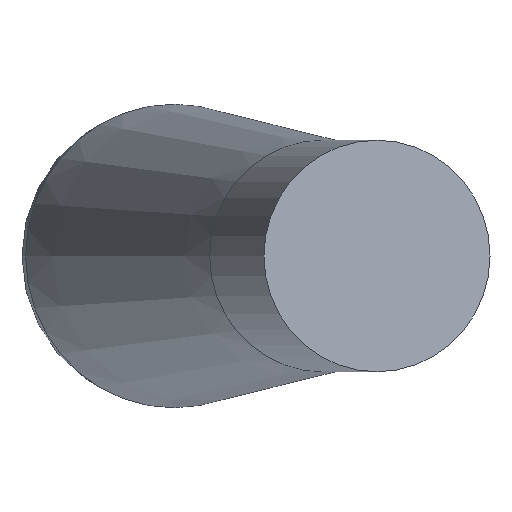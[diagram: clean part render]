
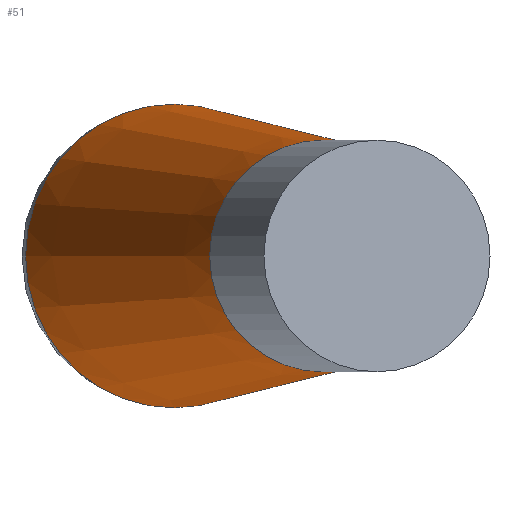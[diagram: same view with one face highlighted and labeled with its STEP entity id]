
A CAD part, front view. The second image highlights one B-rep face of the part: STEP entity #51.
In plain terms, the highlighted conical face has half-angle 3 degrees and reference radius 1.346 mm.
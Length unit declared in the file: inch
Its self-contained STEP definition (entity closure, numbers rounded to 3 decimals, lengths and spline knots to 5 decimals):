
#17=CONICAL_SURFACE('',#60,0.053,0.052);
#19=FACE_BOUND('',#31,.T.);
#25=FACE_OUTER_BOUND('',#30,.T.);
#30=EDGE_LOOP('',(#45));
#31=EDGE_LOOP('',(#46));
#32=CIRCLE('',#55,0.053);
#34=CIRCLE('',#59,0.04041);
#35=VERTEX_POINT('',#79);
#37=VERTEX_POINT('',#85);
#38=EDGE_CURVE('',#35,#35,#32,.T.);
#40=EDGE_CURVE('',#37,#37,#34,.T.);
#45=ORIENTED_EDGE('',*,*,#40,.F.);
#46=ORIENTED_EDGE('',*,*,#38,.T.);
#51=ADVANCED_FACE('',(#25,#19),#17,.T.);
#55=AXIS2_PLACEMENT_3D('',#80,#65,#66);
#59=AXIS2_PLACEMENT_3D('',#86,#73,#74);
#60=AXIS2_PLACEMENT_3D('',#87,#75,#76);
#65=DIRECTION('center_axis',(0.216,-0.976,0.));
#66=DIRECTION('ref_axis',(0.976,0.216,0.));
#73=DIRECTION('center_axis',(0.216,-0.976,0.));
#74=DIRECTION('ref_axis',(0.976,0.216,0.));
#75=DIRECTION('center_axis',(-0.216,0.976,0.));
#76=DIRECTION('ref_axis',(-0.976,-0.216,0.));
#79=CARTESIAN_POINT('',(-0.00024,0.15847,0.));
#80=CARTESIAN_POINT('Origin',(-0.05199,0.147,0.));
#85=CARTESIAN_POINT('',(0.03945,-0.07875,0.));
#86=CARTESIAN_POINT('Origin',(0.,-0.0875,
0.));
#87=CARTESIAN_POINT('Origin',(-0.05199,0.147,0.));
